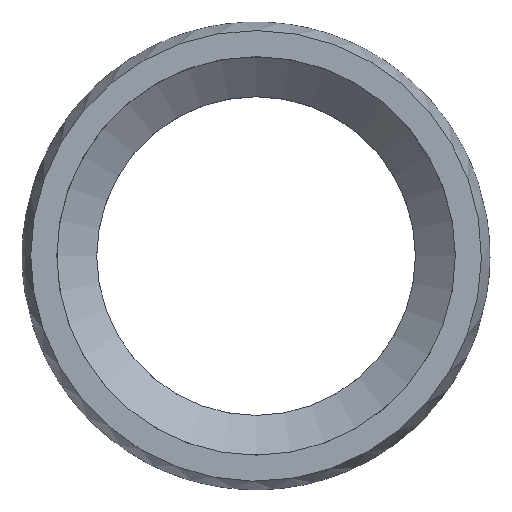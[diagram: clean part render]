
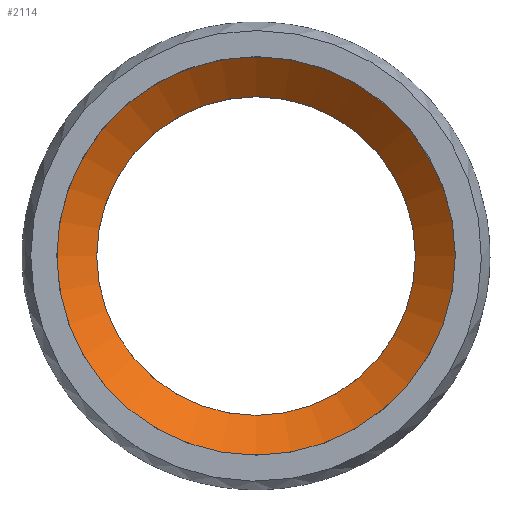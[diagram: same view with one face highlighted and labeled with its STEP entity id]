
A CAD part, top view. The second image highlights one B-rep face of the part: STEP entity #2114.
In plain terms, the highlighted conical face has half-angle 50.774 degrees and reference radius 48.9 mm.
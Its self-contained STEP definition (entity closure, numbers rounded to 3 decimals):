
#387 = CYLINDRICAL_SURFACE('',#388,48.9);
#388 = AXIS2_PLACEMENT_3D('',#389,#390,#391);
#389 = CARTESIAN_POINT('',(0.,0.,0.));
#390 = DIRECTION('',(0.,0.,1.));
#391 = DIRECTION('',(1.,0.,0.));
#933 = CYLINDRICAL_SURFACE('',#934,61.15);
#934 = AXIS2_PLACEMENT_3D('',#935,#936,#937);
#935 = CARTESIAN_POINT('',(0.,0.,25.));
#936 = DIRECTION('',(0.,0.,1.));
#937 = DIRECTION('',(1.,0.,0.));
#1635 = VERTEX_POINT('',#1636);
#1636 = CARTESIAN_POINT('',(48.9,0.,15.));
#1654 = EDGE_CURVE('',#1635,#1635,#1655,.T.);
#1655 = SURFACE_CURVE('',#1656,(#1661,#1668),.PCURVE_S1.);
#1656 = CIRCLE('',#1657,48.9);
#1657 = AXIS2_PLACEMENT_3D('',#1658,#1659,#1660);
#1658 = CARTESIAN_POINT('',(0.,0.,15.));
#1659 = DIRECTION('',(0.,0.,1.));
#1660 = DIRECTION('',(1.,0.,0.));
#1661 = PCURVE('',#387,#1662);
#1662 = DEFINITIONAL_REPRESENTATION('',(#1663),#1667);
#1663 = LINE('',#1664,#1665);
#1664 = CARTESIAN_POINT('',(0.,15.));
#1665 = VECTOR('',#1666,1.);
#1666 = DIRECTION('',(1.,0.));
#1667 = ( GEOMETRIC_REPRESENTATION_CONTEXT(2) 
PARAMETRIC_REPRESENTATION_CONTEXT() REPRESENTATION_CONTEXT('2D SPACE',''
  ) );
#1668 = PCURVE('',#1669,#1674);
#1669 = CONICAL_SURFACE('',#1670,48.9,0.886);
#1670 = AXIS2_PLACEMENT_3D('',#1671,#1672,#1673);
#1671 = CARTESIAN_POINT('',(0.,0.,15.));
#1672 = DIRECTION('',(0.,0.,1.));
#1673 = DIRECTION('',(1.,0.,0.));
#1674 = DEFINITIONAL_REPRESENTATION('',(#1675),#1679);
#1675 = LINE('',#1676,#1677);
#1676 = CARTESIAN_POINT('',(0.,0.));
#1677 = VECTOR('',#1678,1.);
#1678 = DIRECTION('',(1.,0.));
#1679 = ( GEOMETRIC_REPRESENTATION_CONTEXT(2) 
PARAMETRIC_REPRESENTATION_CONTEXT() REPRESENTATION_CONTEXT('2D SPACE',''
  ) );
#2063 = VERTEX_POINT('',#2064);
#2064 = CARTESIAN_POINT('',(61.15,0.,25.));
#2082 = EDGE_CURVE('',#2063,#2063,#2083,.T.);
#2083 = SURFACE_CURVE('',#2084,(#2089,#2096),.PCURVE_S1.);
#2084 = CIRCLE('',#2085,61.15);
#2085 = AXIS2_PLACEMENT_3D('',#2086,#2087,#2088);
#2086 = CARTESIAN_POINT('',(0.,0.,25.));
#2087 = DIRECTION('',(0.,0.,1.));
#2088 = DIRECTION('',(1.,0.,0.));
#2089 = PCURVE('',#933,#2090);
#2090 = DEFINITIONAL_REPRESENTATION('',(#2091),#2095);
#2091 = LINE('',#2092,#2093);
#2092 = CARTESIAN_POINT('',(0.,0.));
#2093 = VECTOR('',#2094,1.);
#2094 = DIRECTION('',(1.,0.));
#2095 = ( GEOMETRIC_REPRESENTATION_CONTEXT(2) 
PARAMETRIC_REPRESENTATION_CONTEXT() REPRESENTATION_CONTEXT('2D SPACE',''
  ) );
#2096 = PCURVE('',#1669,#2097);
#2097 = DEFINITIONAL_REPRESENTATION('',(#2098),#2102);
#2098 = LINE('',#2099,#2100);
#2099 = CARTESIAN_POINT('',(0.,10.));
#2100 = VECTOR('',#2101,1.);
#2101 = DIRECTION('',(1.,0.));
#2102 = ( GEOMETRIC_REPRESENTATION_CONTEXT(2) 
PARAMETRIC_REPRESENTATION_CONTEXT() REPRESENTATION_CONTEXT('2D SPACE',''
  ) );
#2114 = ADVANCED_FACE('',(#2115),#1669,.F.);
#2115 = FACE_BOUND('',#2116,.F.);
#2116 = EDGE_LOOP('',(#2117,#2118,#2136,#2137));
#2117 = ORIENTED_EDGE('',*,*,#1654,.T.);
#2118 = ORIENTED_EDGE('',*,*,#2119,.T.);
#2119 = EDGE_CURVE('',#1635,#2063,#2120,.T.);
#2120 = SEAM_CURVE('',#2121,(#2124,#2130),.PCURVE_S1.);
#2121 = B_SPLINE_CURVE_WITH_KNOTS('',1,(#2122,#2123),.UNSPECIFIED.,.F.,
  .F.,(2,2),(0.,1.),.PIECEWISE_BEZIER_KNOTS.);
#2122 = CARTESIAN_POINT('',(48.9,0.,15.));
#2123 = CARTESIAN_POINT('',(61.15,0.,25.));
#2124 = PCURVE('',#1669,#2125);
#2125 = DEFINITIONAL_REPRESENTATION('',(#2126),#2129);
#2126 = B_SPLINE_CURVE_WITH_KNOTS('',1,(#2127,#2128),.UNSPECIFIED.,.F.,
  .F.,(2,2),(0.,1.),.PIECEWISE_BEZIER_KNOTS.);
#2127 = CARTESIAN_POINT('',(6.283,0.));
#2128 = CARTESIAN_POINT('',(6.283,10.));
#2129 = ( GEOMETRIC_REPRESENTATION_CONTEXT(2) 
PARAMETRIC_REPRESENTATION_CONTEXT() REPRESENTATION_CONTEXT('2D SPACE',''
  ) );
#2130 = PCURVE('',#1669,#2131);
#2131 = DEFINITIONAL_REPRESENTATION('',(#2132),#2135);
#2132 = B_SPLINE_CURVE_WITH_KNOTS('',1,(#2133,#2134),.UNSPECIFIED.,.F.,
  .F.,(2,2),(0.,1.),.PIECEWISE_BEZIER_KNOTS.);
#2133 = CARTESIAN_POINT('',(0.,0.));
#2134 = CARTESIAN_POINT('',(0.,10.));
#2135 = ( GEOMETRIC_REPRESENTATION_CONTEXT(2) 
PARAMETRIC_REPRESENTATION_CONTEXT() REPRESENTATION_CONTEXT('2D SPACE',''
  ) );
#2136 = ORIENTED_EDGE('',*,*,#2082,.F.);
#2137 = ORIENTED_EDGE('',*,*,#2119,.F.);
